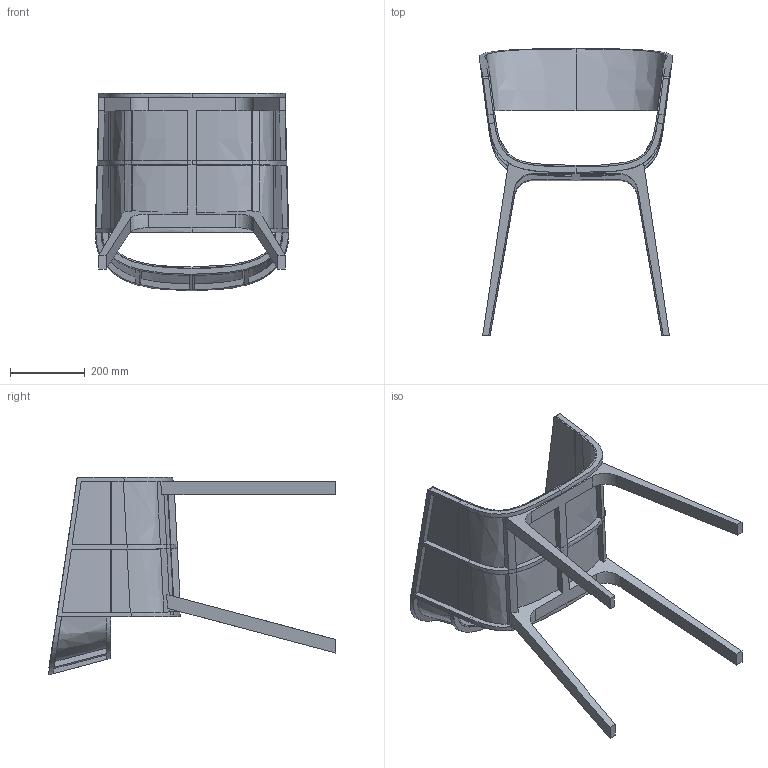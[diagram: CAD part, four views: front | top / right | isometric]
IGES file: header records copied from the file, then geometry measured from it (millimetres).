
Start section: SolidWorks IGES file using analytic representation for surfaces
Global section: file name: POLTRONCINA.IGS; native system: SolidWorks 2016; preprocessor: SolidWorks 2016; author: andrea.intermite; date: 170321.120052; units: millimetre
Bounding box: 518.37 x 769.06 x 530.42 mm (x, y, z)
Volume: 4966835.9 mm3; surface area: 1506375 mm2
Topology: 4 solids, 4 shells, 163 faces, 926 edges, 1174 vertices
Faces by surface type: plane 87, bspline 70, revolution 6
